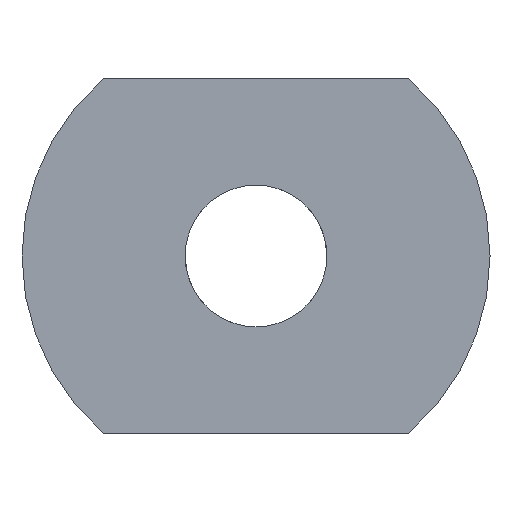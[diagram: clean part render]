
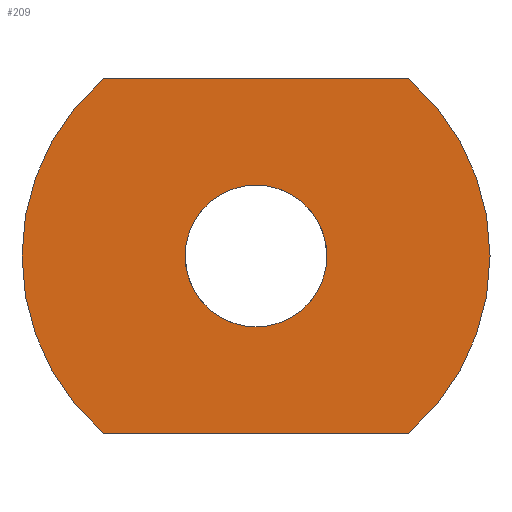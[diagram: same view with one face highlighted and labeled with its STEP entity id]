
A CAD part, left-side view. The second image highlights one B-rep face of the part: STEP entity #209.
In plain terms, the highlighted planar face has unit normal (-1, 0, 0).
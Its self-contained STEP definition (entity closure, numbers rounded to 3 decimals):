
#22 = VERTEX_POINT('',#23);
#23 = CARTESIAN_POINT('',(-25.,-2.154,2.5));
#41 = VERTEX_POINT('',#42);
#42 = CARTESIAN_POINT('',(-25.,-2.154,-2.5));
#48 = EDGE_CURVE('',#22,#41,#49,.T.);
#49 = CIRCLE('',#50,3.3);
#50 = AXIS2_PLACEMENT_3D('',#51,#52,#53);
#51 = CARTESIAN_POINT('',(-25.,0.,0.));
#52 = DIRECTION('',(1.,0.,0.));
#53 = DIRECTION('',(0.,1.,0.));
#73 = VERTEX_POINT('',#74);
#74 = CARTESIAN_POINT('',(-25.,2.154,2.5));
#80 = EDGE_CURVE('',#22,#73,#81,.T.);
#81 = LINE('',#82,#83);
#82 = CARTESIAN_POINT('',(-25.,-2.154,2.5));
#83 = VECTOR('',#84,1.);
#84 = DIRECTION('',(0.,1.,0.));
#148 = VERTEX_POINT('',#149);
#149 = CARTESIAN_POINT('',(-25.,2.154,-2.5));
#155 = EDGE_CURVE('',#41,#148,#156,.T.);
#156 = LINE('',#157,#158);
#157 = CARTESIAN_POINT('',(-25.,-2.154,-2.5));
#158 = VECTOR('',#159,1.);
#159 = DIRECTION('',(0.,1.,0.));
#209 = ADVANCED_FACE('',(#210,#222),#233,.F.);
#210 = FACE_BOUND('',#211,.F.);
#211 = EDGE_LOOP('',(#212,#213,#214,#221));
#212 = ORIENTED_EDGE('',*,*,#48,.T.);
#213 = ORIENTED_EDGE('',*,*,#155,.T.);
#214 = ORIENTED_EDGE('',*,*,#215,.T.);
#215 = EDGE_CURVE('',#148,#73,#216,.T.);
#216 = CIRCLE('',#217,3.3);
#217 = AXIS2_PLACEMENT_3D('',#218,#219,#220);
#218 = CARTESIAN_POINT('',(-25.,0.,0.));
#219 = DIRECTION('',(1.,0.,0.));
#220 = DIRECTION('',(0.,1.,0.));
#221 = ORIENTED_EDGE('',*,*,#80,.F.);
#222 = FACE_BOUND('',#223,.T.);
#223 = EDGE_LOOP('',(#224));
#224 = ORIENTED_EDGE('',*,*,#225,.T.);
#225 = EDGE_CURVE('',#226,#226,#228,.T.);
#226 = VERTEX_POINT('',#227);
#227 = CARTESIAN_POINT('',(-25.,1.,0.));
#228 = CIRCLE('',#229,1.);
#229 = AXIS2_PLACEMENT_3D('',#230,#231,#232);
#230 = CARTESIAN_POINT('',(-25.,0.,0.));
#231 = DIRECTION('',(1.,0.,0.));
#232 = DIRECTION('',(0.,1.,0.));
#233 = PLANE('',#234);
#234 = AXIS2_PLACEMENT_3D('',#235,#236,#237);
#235 = CARTESIAN_POINT('',(-25.,0.,0.));
#236 = DIRECTION('',(1.,0.,0.));
#237 = DIRECTION('',(0.,0.,1.));
